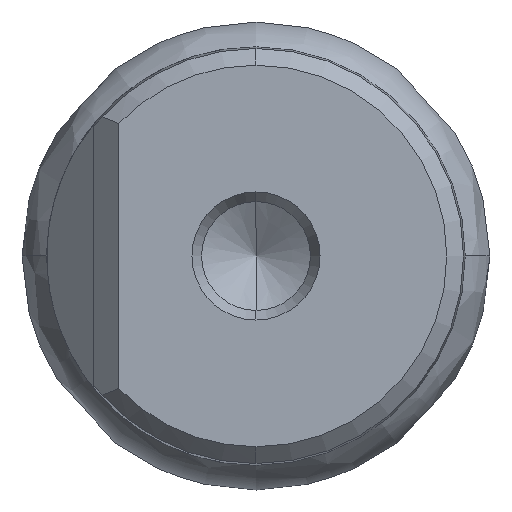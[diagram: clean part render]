
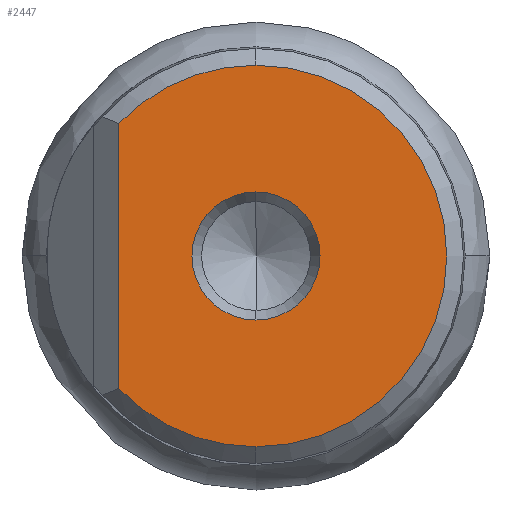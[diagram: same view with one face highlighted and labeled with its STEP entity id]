
A CAD part, left-side view. The second image highlights one B-rep face of the part: STEP entity #2447.
In plain terms, the highlighted planar face has unit normal (-1, 0, 0).
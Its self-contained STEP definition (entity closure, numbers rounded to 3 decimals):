
#14 = CARTESIAN_POINT ( 'NONE',  ( -98.75, 8.2, -25. ) ) ;
#30 = ORIENTED_EDGE ( 'NONE', *, *, #2246, .T. ) ;
#59 = DIRECTION ( 'NONE',  ( 0., 0., -1. ) ) ;
#218 = CIRCLE ( 'NONE', #309, 3.827 ) ;
#298 = AXIS2_PLACEMENT_3D ( 'NONE', #4234, #2570, #314 ) ;
#309 = AXIS2_PLACEMENT_3D ( 'NONE', #2278, #939, #2923 ) ;
#314 = DIRECTION ( 'NONE',  ( 0., 0., -1. ) ) ;
#363 = DIRECTION ( 'NONE',  ( 0., 0., 1. ) ) ;
#384 = DIRECTION ( 'NONE',  ( -1., 0., 0. ) ) ;
#387 = DIRECTION ( 'NONE',  ( 1., 0., 0. ) ) ;
#459 = ORIENTED_EDGE ( 'NONE', *, *, #850, .T. ) ;
#596 = CARTESIAN_POINT ( 'NONE',  ( -98.75, 0., 11.4 ) ) ;
#686 = CARTESIAN_POINT ( 'NONE',  ( -98.75, 11.4, 0. ) ) ;
#825 = FACE_OUTER_BOUND ( 'NONE', #1897, .T. ) ;
#850 = EDGE_CURVE ( 'NONE', #3102, #1302, #2101, .T. ) ;
#904 = CARTESIAN_POINT ( 'NONE',  ( -98.75, 0., 3.827 ) ) ;
#939 = DIRECTION ( 'NONE',  ( 1., 0., 0. ) ) ;
#1063 = CARTESIAN_POINT ( 'NONE',  ( -98.75, 0., -3.827 ) ) ;
#1079 = CARTESIAN_POINT ( 'NONE',  ( -98.75, 0., 0. ) ) ;
#1114 = VERTEX_POINT ( 'NONE', #3154 ) ;
#1302 = VERTEX_POINT ( 'NONE', #1063 ) ;
#1592 = CIRCLE ( 'NONE', #2252, 11.4 ) ;
#1637 = DIRECTION ( 'NONE',  ( 1., 0., 0. ) ) ;
#1880 = LINE ( 'NONE', #14, #3525 ) ;
#1897 = EDGE_LOOP ( 'NONE', ( #2766, #3330, #4244, #3396 ) ) ;
#1902 = CARTESIAN_POINT ( 'NONE',  ( -98.75, 0., 0. ) ) ;
#2101 = CIRCLE ( 'NONE', #3935, 3.827 ) ;
#2113 = CARTESIAN_POINT ( 'NONE',  ( -98.75, 8.2, 7.92 ) ) ;
#2224 = VERTEX_POINT ( 'NONE', #596 ) ;
#2225 = DIRECTION ( 'NONE',  ( 0., 0., -1. ) ) ;
#2246 = EDGE_CURVE ( 'NONE', #1302, #3102, #218, .T. ) ;
#2252 = AXIS2_PLACEMENT_3D ( 'NONE', #1902, #3535, #2879 ) ;
#2278 = CARTESIAN_POINT ( 'NONE',  ( -98.75, 0., 0. ) ) ;
#2327 = EDGE_CURVE ( 'NONE', #1114, #4200, #3006, .T. ) ;
#2447 = ADVANCED_FACE ( 'NONE', ( #825, #3480 ), #3303, .T. ) ;
#2570 = DIRECTION ( 'NONE',  ( 1., 0., 0. ) ) ;
#2583 = EDGE_LOOP ( 'NONE', ( #459, #30 ) ) ;
#2766 = ORIENTED_EDGE ( 'NONE', *, *, #3225, .F. ) ;
#2879 = DIRECTION ( 'NONE',  ( 0., 0., -1. ) ) ;
#2921 = VERTEX_POINT ( 'NONE', #2113 ) ;
#2923 = DIRECTION ( 'NONE',  ( 0., 0., -1. ) ) ;
#2925 = CARTESIAN_POINT ( 'NONE',  ( -98.75, 8.2, -7.92 ) ) ;
#3006 = CIRCLE ( 'NONE', #4201, 11.4 ) ;
#3102 = VERTEX_POINT ( 'NONE', #904 ) ;
#3154 = CARTESIAN_POINT ( 'NONE',  ( -98.75, 0., -11.4 ) ) ;
#3225 = EDGE_CURVE ( 'NONE', #4200, #2921, #1880, .T. ) ;
#3303 = PLANE ( 'NONE',  #3810 ) ;
#3330 = ORIENTED_EDGE ( 'NONE', *, *, #2327, .F. ) ;
#3396 = ORIENTED_EDGE ( 'NONE', *, *, #3658, .F. ) ;
#3480 = FACE_BOUND ( 'NONE', #2583, .T. ) ;
#3498 = EDGE_CURVE ( 'NONE', #2224, #1114, #1592, .T. ) ;
#3525 = VECTOR ( 'NONE', #363, 1000. ) ;
#3535 = DIRECTION ( 'NONE',  ( 1., 0., 0. ) ) ;
#3584 = CARTESIAN_POINT ( 'NONE',  ( -98.75, 0., 0. ) ) ;
#3658 = EDGE_CURVE ( 'NONE', #2921, #2224, #3884, .T. ) ;
#3810 = AXIS2_PLACEMENT_3D ( 'NONE', #686, #384, #3979 ) ;
#3884 = CIRCLE ( 'NONE', #298, 11.4 ) ;
#3935 = AXIS2_PLACEMENT_3D ( 'NONE', #1079, #387, #59 ) ;
#3979 = DIRECTION ( 'NONE',  ( 0., 0., 1. ) ) ;
#4200 = VERTEX_POINT ( 'NONE', #2925 ) ;
#4201 = AXIS2_PLACEMENT_3D ( 'NONE', #3584, #1637, #2225 ) ;
#4234 = CARTESIAN_POINT ( 'NONE',  ( -98.75, 0., 0. ) ) ;
#4244 = ORIENTED_EDGE ( 'NONE', *, *, #3498, .F. ) ;
